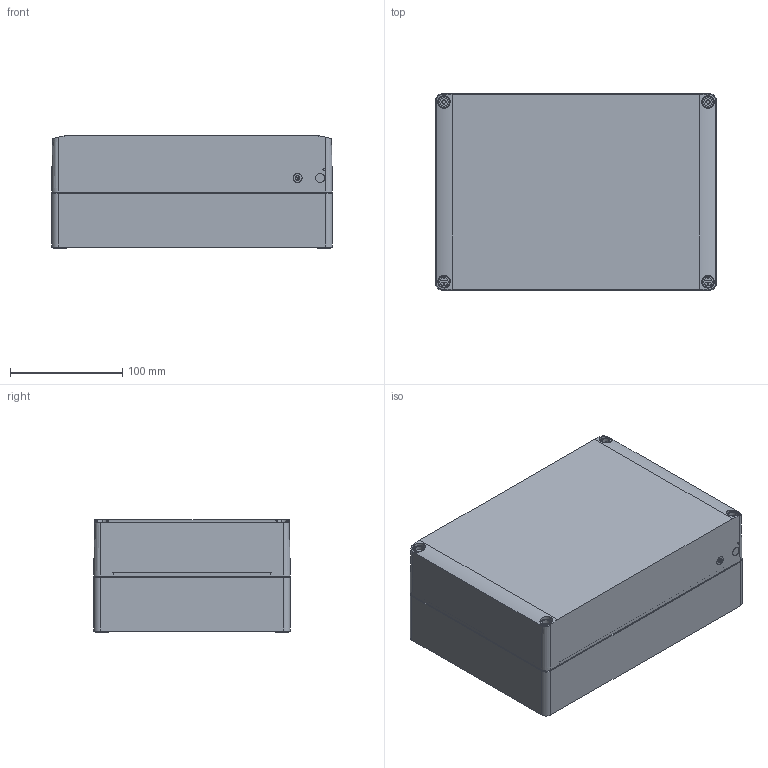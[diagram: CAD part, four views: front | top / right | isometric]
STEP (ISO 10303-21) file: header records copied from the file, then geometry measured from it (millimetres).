
FILE_DESCRIPTION(('CATIA V5R24 STEP','CAx-IF Rec.Pracs.--- Model Styling and Organization---1.2---2011-12-15'),'2;1');
FILE_NAME ('D1465069_0_9535480000_9535480000.stp','2018-09-18T12:56:46+00:00',('none'),('Weidmueller'),'CATIA Version 5-6 Release 2014 SP4 HF52','CATIA V5 STEP AP214','none');
FILE_SCHEMA(('AUTOMOTIVE_DESIGN { 1 0 10303 214 1 1 1 1 }'));
Length unit declared in the file: millimetre
Products named in the file (1): MPC_17-25-10_trsp
Bounding box: 250 x 175 x 100 mm (x, y, z)
Volume: 590773.5 mm3; surface area: 367440.1 mm2
Topology: 6 solids, 6 shells, 809 faces, 2017 edges, 1298 vertices
Faces by surface type: plane 371, cylinder 272, torus 84, cone 82
Entity records: 23945 total; most frequent: CARTESIAN_POINT 5539, ORIENTED_EDGE 4034, DIRECTION 3046, EDGE_CURVE 2017, AXIS2_PLACEMENT_3D 1447, VERTEX_POINT 1298, VECTOR 982, LINE 982
